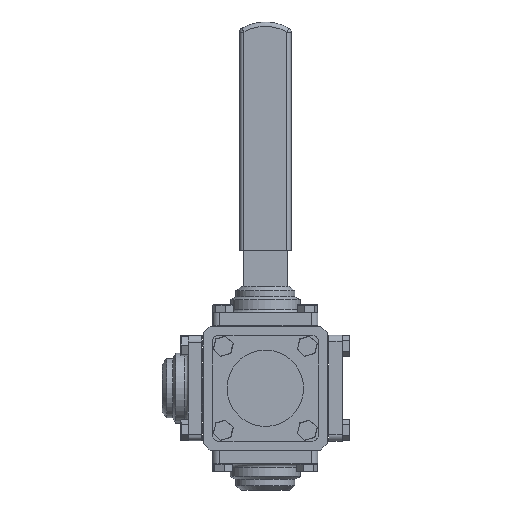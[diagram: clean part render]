
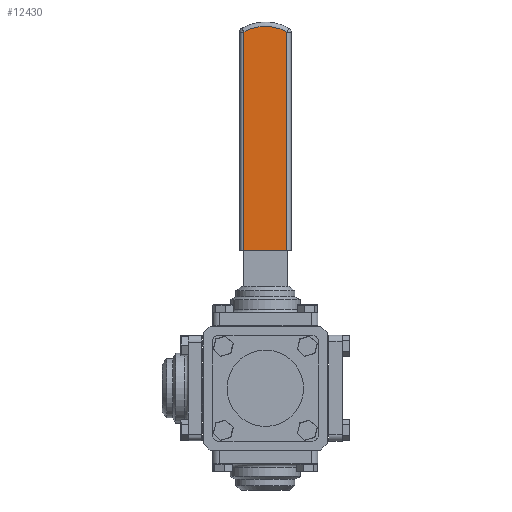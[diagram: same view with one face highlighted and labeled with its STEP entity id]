
A CAD part, front view. The second image highlights one B-rep face of the part: STEP entity #12430.
In plain terms, the highlighted planar face has unit normal (0, -1, 0).
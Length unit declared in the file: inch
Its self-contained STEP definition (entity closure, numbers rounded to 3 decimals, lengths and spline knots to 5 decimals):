
#728 = CARTESIAN_POINT ( 'NONE',  ( 0.6025, 4.625, 3.89766 ) ) ;
#1824 = DIRECTION ( 'NONE',  ( 0., 0., 1. ) ) ;
#2815 = LINE ( 'NONE', #15441, #7940 ) ;
#4195 = DIRECTION ( 'NONE',  ( -1., 0., 0. ) ) ;
#6073 = VERTEX_POINT ( 'NONE', #12783 ) ;
#7096 = CARTESIAN_POINT ( 'NONE',  ( 0., 4.625, 8.99434 ) ) ;
#7198 = CARTESIAN_POINT ( 'NONE',  ( -0.6025, 4.625, 3.89766 ) ) ;
#7940 = VECTOR ( 'NONE', #11114, 39.37008 ) ;
#8024 = EDGE_CURVE ( 'NONE', #21839, #14733, #2815, .T. ) ;
#8182 = DIRECTION ( 'NONE',  ( 0., 1., 0. ) ) ;
#8831 = DIRECTION ( 'NONE',  ( 0., -1., 0. ) ) ;
#8833 = EDGE_CURVE ( 'NONE', #11733, #14733, #26985, .T. ) ;
#10350 = CARTESIAN_POINT ( 'NONE',  ( 0., 4.625, 8.99434 ) ) ;
#10659 = CARTESIAN_POINT ( 'NONE',  ( -0.6025, 4.625, 10.06381 ) ) ;
#10984 = EDGE_LOOP ( 'NONE', ( #27599, #14329, #21520, #25263 ) ) ;
#11004 = AXIS2_PLACEMENT_3D ( 'NONE', #10350, #8182, #27648 ) ;
#11114 = DIRECTION ( 'NONE',  ( -1., 0., 0. ) ) ;
#11663 = DIRECTION ( 'NONE',  ( 0., 0., -1. ) ) ;
#11733 = VERTEX_POINT ( 'NONE', #10659 ) ;
#12430 = ADVANCED_FACE ( 'NONE', ( #23043 ), #20444, .F. ) ;
#12783 = CARTESIAN_POINT ( 'NONE',  ( 0.6025, 4.625, 10.06381 ) ) ;
#14055 = CIRCLE ( 'NONE', #26983, 1.2275 ) ;
#14329 = ORIENTED_EDGE ( 'NONE', *, *, #24682, .T. ) ;
#14569 = CARTESIAN_POINT ( 'NONE',  ( -0.6025, 4.625, 3.89766 ) ) ;
#14733 = VERTEX_POINT ( 'NONE', #14569 ) ;
#15149 = EDGE_CURVE ( 'NONE', #6073, #11733, #14055, .T. ) ;
#15441 = CARTESIAN_POINT ( 'NONE',  ( -0.7275, 4.625, 3.89766 ) ) ;
#20181 = VECTOR ( 'NONE', #1824, 39.37008 ) ;
#20444 = PLANE ( 'NONE',  #11004 ) ;
#21191 = CARTESIAN_POINT ( 'NONE',  ( 0.6025, 4.625, 10.13452 ) ) ;
#21520 = ORIENTED_EDGE ( 'NONE', *, *, #15149, .T. ) ;
#21839 = VERTEX_POINT ( 'NONE', #728 ) ;
#22325 = VECTOR ( 'NONE', #11663, 39.37008 ) ;
#23043 = FACE_OUTER_BOUND ( 'NONE', #10984, .T. ) ;
#24682 = EDGE_CURVE ( 'NONE', #21839, #6073, #25676, .T. ) ;
#25263 = ORIENTED_EDGE ( 'NONE', *, *, #8833, .T. ) ;
#25676 = LINE ( 'NONE', #21191, #20181 ) ;
#26983 = AXIS2_PLACEMENT_3D ( 'NONE', #7096, #8831, #4195 ) ;
#26985 = LINE ( 'NONE', #7198, #22325 ) ;
#27599 = ORIENTED_EDGE ( 'NONE', *, *, #8024, .F. ) ;
#27648 = DIRECTION ( 'NONE',  ( -1., 0., 0. ) ) ;
